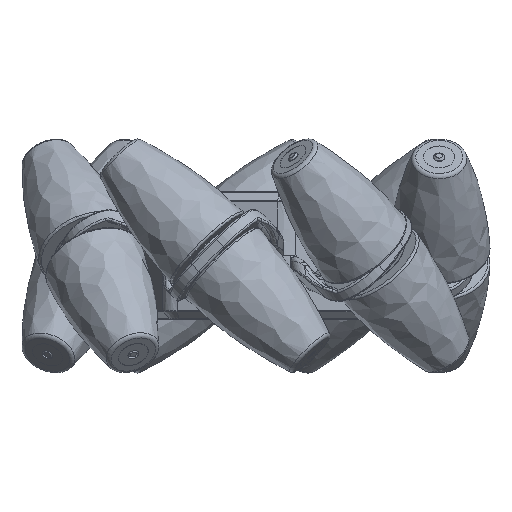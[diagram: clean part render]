
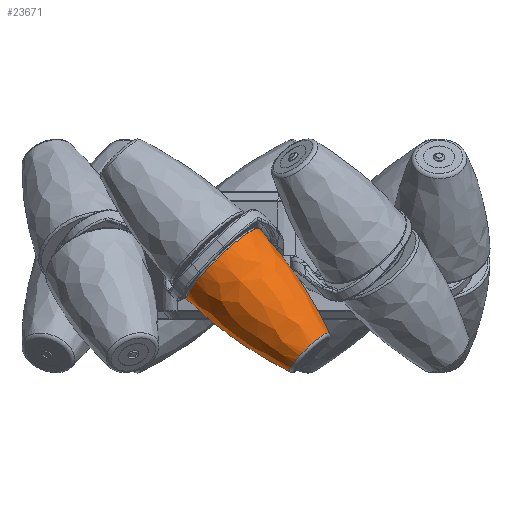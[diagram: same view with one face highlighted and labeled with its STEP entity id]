
A CAD part, top view. The second image highlights one B-rep face of the part: STEP entity #23671.
In plain terms, the highlighted free-form (B-spline) face has degree [2, 2] with [3, 9] control points.
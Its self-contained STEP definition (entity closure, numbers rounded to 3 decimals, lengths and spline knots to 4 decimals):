
#587=(
BOUNDED_SURFACE()
B_SPLINE_SURFACE(2,2,((#48333,#48334,#48335,#48336,#48337,#48338,#48339,
#48340,#48341),(#48342,#48343,#48344,#48345,#48346,#48347,#48348,#48349,
#48350),(#48351,#48352,#48353,#48354,#48355,#48356,#48357,#48358,#48359)),
 .UNSPECIFIED.,.F.,.T.,.F.)
B_SPLINE_SURFACE_WITH_KNOTS((3,3),(3,2,2,2,3),(0.0315,0.334),
(-3.1416,-1.5708,0.,1.5708,3.1416),
 .UNSPECIFIED.)
GEOMETRIC_REPRESENTATION_ITEM()
RATIONAL_B_SPLINE_SURFACE(((1.,0.707,1.,0.707,1.,
0.707,1.,0.707,1.),(0.989,0.699,
0.989,0.699,0.989,0.699,
0.989,0.699,0.989),(1.,0.707,
1.,0.707,1.,0.707,1.,0.707,1.)))
REPRESENTATION_ITEM('')
SURFACE()
);
#5385=CIRCLE('',#25767,0.2397);
#5386=CIRCLE('',#25768,0.2397);
#5393=CIRCLE('',#25777,0.4391);
#5396=CIRCLE('',#25780,0.4391);
#5397=CIRCLE('',#25781,3.6421);
#5398=CIRCLE('',#25782,0.4391);
#6936=FACE_OUTER_BOUND('',#8263,.T.);
#8263=EDGE_LOOP('',(#19768,#19769,#19770,#19771,#19772,#19773,#19774));
#10887=VERTEX_POINT('',#48072);
#10888=VERTEX_POINT('',#48074);
#10896=VERTEX_POINT('',#48326);
#10897=VERTEX_POINT('',#48327);
#10898=VERTEX_POINT('',#48330);
#14031=EDGE_CURVE('',#10888,#10887,#5385,.T.);
#14032=EDGE_CURVE('',#10887,#10888,#5386,.T.);
#14042=EDGE_CURVE('',#10896,#10897,#5393,.T.);
#14045=EDGE_CURVE('',#10897,#10898,#5396,.T.);
#14046=EDGE_CURVE('',#10887,#10897,#5397,.T.);
#14047=EDGE_CURVE('',#10898,#10896,#5398,.T.);
#19768=ORIENTED_EDGE('',*,*,#14031,.T.);
#19769=ORIENTED_EDGE('',*,*,#14046,.T.);
#19770=ORIENTED_EDGE('',*,*,#14045,.T.);
#19771=ORIENTED_EDGE('',*,*,#14047,.T.);
#19772=ORIENTED_EDGE('',*,*,#14042,.T.);
#19773=ORIENTED_EDGE('',*,*,#14046,.F.);
#19774=ORIENTED_EDGE('',*,*,#14032,.T.);
#23671=ADVANCED_FACE('',(#6936),#587,.F.);
#25767=AXIS2_PLACEMENT_3D('',#48075,#30949,#30950);
#25768=AXIS2_PLACEMENT_3D('',#48076,#30951,#30952);
#25777=AXIS2_PLACEMENT_3D('',#48328,#30969,#30970);
#25780=AXIS2_PLACEMENT_3D('',#48332,#30975,#30976);
#25781=AXIS2_PLACEMENT_3D('',#48360,#30977,#30978);
#25782=AXIS2_PLACEMENT_3D('',#48361,#30979,#30980);
#30949=DIRECTION('center_axis',(0.,-1.,0.));
#30950=DIRECTION('ref_axis',(1.,0.,0.));
#30951=DIRECTION('center_axis',(0.,-1.,0.));
#30952=DIRECTION('ref_axis',(1.,0.,0.));
#30969=DIRECTION('center_axis',(0.,1.,0.));
#30970=DIRECTION('ref_axis',(-1.,0.,0.));
#30975=DIRECTION('center_axis',(0.,1.,0.));
#30976=DIRECTION('ref_axis',(-1.,0.,0.));
#30977=DIRECTION('center_axis',(-1.,0.,0.));
#30978=DIRECTION('ref_axis',(0.,0.,-1.));
#30979=DIRECTION('center_axis',(0.,1.,0.));
#30980=DIRECTION('ref_axis',(-1.,0.,0.));
#48072=CARTESIAN_POINT('',(0.,1.194,-0.2397));
#48074=CARTESIAN_POINT('',(0.,1.194,0.2397));
#48075=CARTESIAN_POINT('Origin',(0.,1.194,
0.));
#48076=CARTESIAN_POINT('Origin',(0.,1.194,
0.));
#48326=CARTESIAN_POINT('',(0.4391,0.1148,0.0046));
#48327=CARTESIAN_POINT('',(0.,0.1148,-0.4391));
#48328=CARTESIAN_POINT('Origin',(0.,0.1148,
0.));
#48330=CARTESIAN_POINT('',(-0.4391,0.1148,-0.0046));
#48332=CARTESIAN_POINT('Origin',(0.,0.1148,
0.));
#48333=CARTESIAN_POINT('Ctrl Pts',(0.,0.1148,-0.4391));
#48334=CARTESIAN_POINT('Ctrl Pts',(-0.4391,0.1148,
-0.4391));
#48335=CARTESIAN_POINT('Ctrl Pts',(-0.4391,0.1148,
0.));
#48336=CARTESIAN_POINT('Ctrl Pts',(-0.4391,0.1148,
0.4391));
#48337=CARTESIAN_POINT('Ctrl Pts',(0.,0.1148,0.4391));
#48338=CARTESIAN_POINT('Ctrl Pts',(0.4391,0.1148,
0.4391));
#48339=CARTESIAN_POINT('Ctrl Pts',(0.4391,0.1148,
0.));
#48340=CARTESIAN_POINT('Ctrl Pts',(0.4391,0.1148,
-0.4391));
#48341=CARTESIAN_POINT('Ctrl Pts',(0.,0.1148,-0.4391));
#48342=CARTESIAN_POINT('Ctrl Pts',(0.,0.6696,-0.4216));
#48343=CARTESIAN_POINT('Ctrl Pts',(-0.4216,0.6696,
-0.4216));
#48344=CARTESIAN_POINT('Ctrl Pts',(-0.4216,0.6696,
0.));
#48345=CARTESIAN_POINT('Ctrl Pts',(-0.4216,0.6696,
0.4216));
#48346=CARTESIAN_POINT('Ctrl Pts',(0.,0.6696,0.4216));
#48347=CARTESIAN_POINT('Ctrl Pts',(0.4216,0.6696,0.4216));
#48348=CARTESIAN_POINT('Ctrl Pts',(0.4216,0.6696,0.));
#48349=CARTESIAN_POINT('Ctrl Pts',(0.4216,0.6696,-0.4216));
#48350=CARTESIAN_POINT('Ctrl Pts',(0.,0.6696,-0.4216));
#48351=CARTESIAN_POINT('Ctrl Pts',(0.,1.194,-0.2397));
#48352=CARTESIAN_POINT('Ctrl Pts',(-0.2397,1.194,
-0.2397));
#48353=CARTESIAN_POINT('Ctrl Pts',(-0.2397,1.194,
0.));
#48354=CARTESIAN_POINT('Ctrl Pts',(-0.2397,1.194,
0.2397));
#48355=CARTESIAN_POINT('Ctrl Pts',(0.,1.194,0.2397));
#48356=CARTESIAN_POINT('Ctrl Pts',(0.2397,1.194,0.2397));
#48357=CARTESIAN_POINT('Ctrl Pts',(0.2397,1.194,0.));
#48358=CARTESIAN_POINT('Ctrl Pts',(0.2397,1.194,-0.2397));
#48359=CARTESIAN_POINT('Ctrl Pts',(0.,1.194,-0.2397));
#48360=CARTESIAN_POINT('Origin',(0.,0.,
3.2011));
#48361=CARTESIAN_POINT('Origin',(0.,0.1148,
0.));
